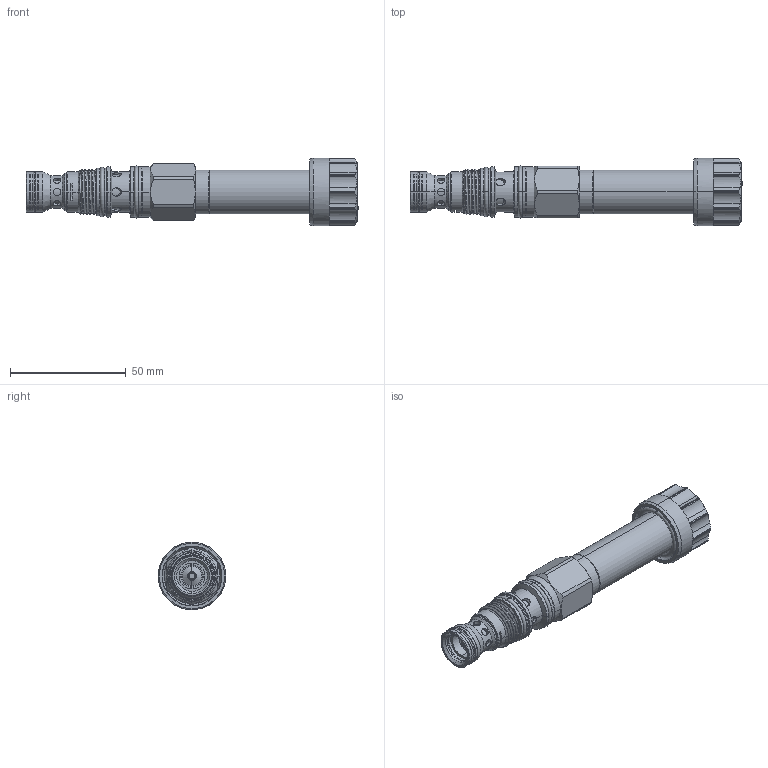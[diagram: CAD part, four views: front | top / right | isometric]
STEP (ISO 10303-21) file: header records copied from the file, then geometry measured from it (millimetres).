
FILE_DESCRIPTION (( 'STEP AP203' ), '1' );
FILE_NAME ('PFA11A3D-P.STEP', '2016-07-25T07:19:05', ( '' ), ( '' ), 'SwSTEP 2.0', 'SolidWorks 2012', '' );
FILE_SCHEMA (( 'CONFIG_CONTROL_DESIGN' ));
Length unit declared in the file: millimetre
Products named in the file (1): PFA11A3D-P
Bounding box: 143.67 x 29.2 x 29.2 mm (x, y, z)
Volume: 47019.6 mm3; surface area: 18995.8 mm2
Topology: 9 solids, 9 shells, 462 faces, 1100 edges, 699 vertices
Faces by surface type: cylinder 221, plane 134, cone 71, torus 24, bspline 12
Entity records: 18707 total; most frequent: CARTESIAN_POINT 8062, ORIENTED_EDGE 2200, DIRECTION 2199, EDGE_CURVE 1100, AXIS2_PLACEMENT_3D 857, VERTEX_POINT 699, EDGE_LOOP 519, LINE 485
